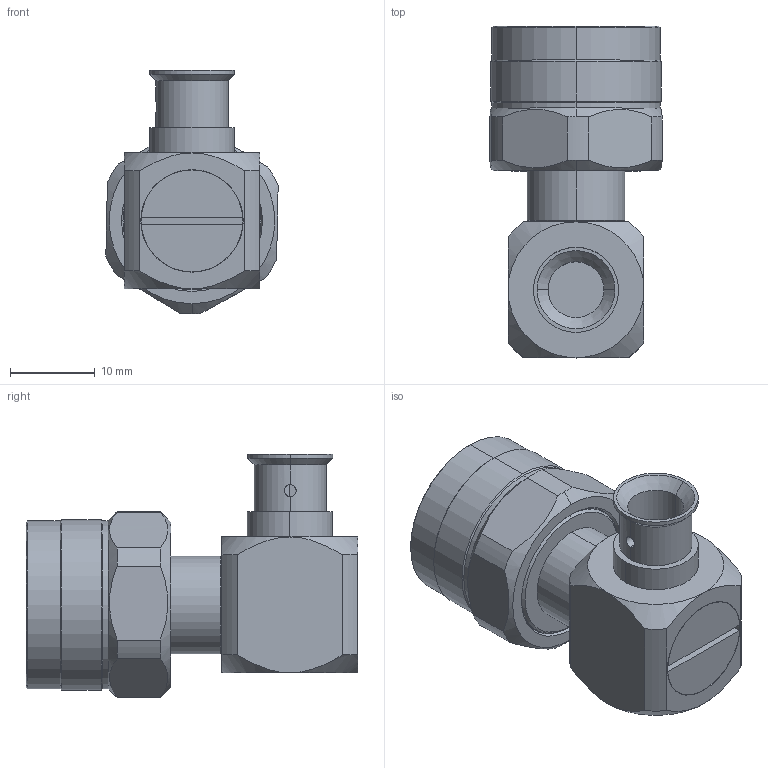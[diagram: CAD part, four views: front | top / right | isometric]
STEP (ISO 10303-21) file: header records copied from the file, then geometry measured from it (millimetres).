
FILE_DESCRIPTION (( 'STEP AP203' ), '1' );
FILE_NAME ('3190-6186.STEP', '2020-09-22T06:55:51', ( '' ), ( '' ), 'SwSTEP 2.0', 'SolidWorks 2018', '' );
FILE_SCHEMA (( 'CONFIG_CONTROL_DESIGN' ));
Length unit declared in the file: millimetre
Products named in the file (1): 3190-6186
Bounding box: 20.28 x 39.05 x 28.7 mm (x, y, z)
Volume: 8588.9 mm3; surface area: 5459.4 mm2
Topology: 1 solids, 1 shells, 132 faces, 306 edges, 191 vertices
Faces by surface type: cylinder 56, cone 40, plane 34, bspline 2
Entity records: 5250 total; most frequent: CARTESIAN_POINT 2163, DIRECTION 659, ORIENTED_EDGE 612, EDGE_CURVE 306, AXIS2_PLACEMENT_3D 274, VERTEX_POINT 191, EDGE_LOOP 149, CIRCLE 143
